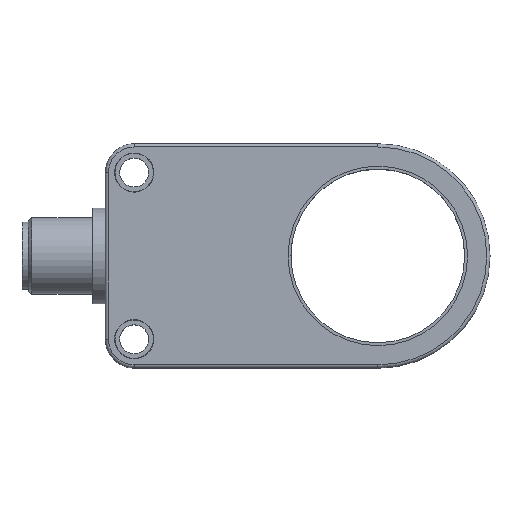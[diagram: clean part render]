
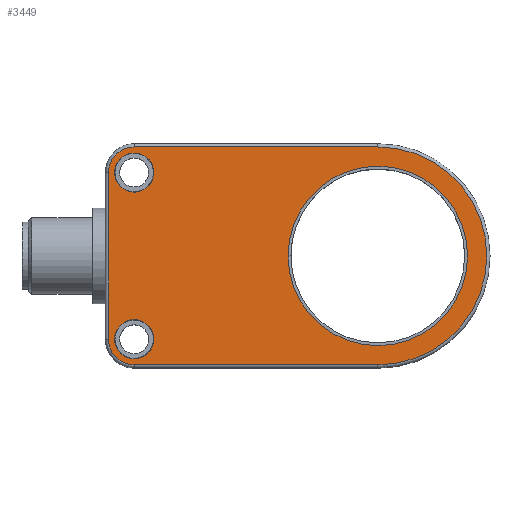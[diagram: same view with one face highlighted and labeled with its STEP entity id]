
A CAD part, top view. The second image highlights one B-rep face of the part: STEP entity #3449.
In plain terms, the highlighted planar face has unit normal (0, 0, 1).
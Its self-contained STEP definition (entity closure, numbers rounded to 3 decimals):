
#96=FACE_BOUND('',#903,.T.);
#97=FACE_BOUND('',#904,.T.);
#98=FACE_BOUND('',#905,.T.);
#343=LINE('',#6004,#507);
#344=LINE('',#6008,#508);
#345=LINE('',#6011,#509);
#507=VECTOR('',#4922,10.);
#508=VECTOR('',#4925,10.);
#509=VECTOR('',#4928,10.);
#684=FACE_OUTER_BOUND('',#902,.T.);
#902=EDGE_LOOP('',(#2768,#2769,#2770,#2771,#2772,#2773));
#903=EDGE_LOOP('',(#2774));
#904=EDGE_LOOP('',(#2775));
#905=EDGE_LOOP('',(#2776));
#1161=CIRCLE('',#3806,3.05);
#1171=CIRCLE('',#3817,3.05);
#1228=CIRCLE('',#3916,17.);
#1229=CIRCLE('',#3917,4.);
#1230=CIRCLE('',#3918,4.);
#1231=CIRCLE('',#3919,14.);
#1475=VERTEX_POINT('',#5729);
#1482=VERTEX_POINT('',#5751);
#1545=VERTEX_POINT('',#6000);
#1546=VERTEX_POINT('',#6001);
#1547=VERTEX_POINT('',#6003);
#1548=VERTEX_POINT('',#6005);
#1549=VERTEX_POINT('',#6007);
#1550=VERTEX_POINT('',#6009);
#1551=VERTEX_POINT('',#6012);
#1864=EDGE_CURVE('',#1475,#1475,#1161,.T.);
#1878=EDGE_CURVE('',#1482,#1482,#1171,.T.);
#1985=EDGE_CURVE('',#1545,#1546,#1228,.T.);
#1986=EDGE_CURVE('',#1547,#1545,#343,.T.);
#1987=EDGE_CURVE('',#1548,#1547,#1229,.T.);
#1988=EDGE_CURVE('',#1549,#1548,#344,.T.);
#1989=EDGE_CURVE('',#1550,#1549,#1230,.T.);
#1990=EDGE_CURVE('',#1546,#1550,#345,.T.);
#1991=EDGE_CURVE('',#1551,#1551,#1231,.T.);
#2768=ORIENTED_EDGE('',*,*,#1985,.F.);
#2769=ORIENTED_EDGE('',*,*,#1986,.F.);
#2770=ORIENTED_EDGE('',*,*,#1987,.F.);
#2771=ORIENTED_EDGE('',*,*,#1988,.F.);
#2772=ORIENTED_EDGE('',*,*,#1989,.F.);
#2773=ORIENTED_EDGE('',*,*,#1990,.F.);
#2774=ORIENTED_EDGE('',*,*,#1991,.T.);
#2775=ORIENTED_EDGE('',*,*,#1878,.T.);
#2776=ORIENTED_EDGE('',*,*,#1864,.T.);
#3100=PLANE('',#3915);
#3449=ADVANCED_FACE('',(#684,#96,#97,#98),#3100,.T.);
#3806=AXIS2_PLACEMENT_3D('',#5731,#4654,#4655);
#3817=AXIS2_PLACEMENT_3D('',#5753,#4680,#4681);
#3915=AXIS2_PLACEMENT_3D('',#5999,#4918,#4919);
#3916=AXIS2_PLACEMENT_3D('',#6002,#4920,#4921);
#3917=AXIS2_PLACEMENT_3D('',#6006,#4923,#4924);
#3918=AXIS2_PLACEMENT_3D('',#6010,#4926,#4927);
#3919=AXIS2_PLACEMENT_3D('',#6013,#4929,#4930);
#4654=DIRECTION('center_axis',(0.,0.,-1.));
#4655=DIRECTION('ref_axis',(-1.,0.,0.));
#4680=DIRECTION('center_axis',(0.,0.,-1.));
#4681=DIRECTION('ref_axis',(-1.,0.,0.));
#4918=DIRECTION('center_axis',(0.,0.,1.));
#4919=DIRECTION('ref_axis',(1.,0.,0.));
#4920=DIRECTION('center_axis',(0.,0.,-1.));
#4921=DIRECTION('ref_axis',(1.,0.,0.));
#4922=DIRECTION('',(1.,0.,0.));
#4923=DIRECTION('center_axis',(0.,0.,-1.));
#4924=DIRECTION('ref_axis',(-0.707,0.707,0.));
#4925=DIRECTION('',(0.,1.,0.));
#4926=DIRECTION('center_axis',(0.,0.,-1.));
#4927=DIRECTION('ref_axis',(-0.707,-0.707,0.));
#4928=DIRECTION('',(-1.,0.,0.));
#4929=DIRECTION('center_axis',(0.,0.,-1.));
#4930=DIRECTION('ref_axis',(-1.,0.,0.));
#5729=CARTESIAN_POINT('',(7.55,30.5,20.));
#5731=CARTESIAN_POINT('Origin',(4.5,30.5,20.));
#5751=CARTESIAN_POINT('',(7.55,4.5,20.));
#5753=CARTESIAN_POINT('Origin',(4.5,4.5,20.));
#5999=CARTESIAN_POINT('Origin',(24.921,17.5,20.));
#6000=CARTESIAN_POINT('',(42.5,34.5,20.));
#6001=CARTESIAN_POINT('',(42.5,0.5,20.));
#6002=CARTESIAN_POINT('Origin',(42.5,17.5,20.));
#6003=CARTESIAN_POINT('',(4.5,34.5,20.));
#6004=CARTESIAN_POINT('',(33.71,34.5,20.));
#6005=CARTESIAN_POINT('',(0.5,30.5,20.));
#6006=CARTESIAN_POINT('Origin',(4.5,30.5,20.));
#6007=CARTESIAN_POINT('',(0.5,4.5,20.));
#6008=CARTESIAN_POINT('',(0.5,26.25,20.));
#6009=CARTESIAN_POINT('',(4.5,0.5,20.));
#6010=CARTESIAN_POINT('Origin',(4.5,4.5,20.));
#6011=CARTESIAN_POINT('',(12.46,0.5,20.));
#6012=CARTESIAN_POINT('',(56.5,17.5,20.));
#6013=CARTESIAN_POINT('Origin',(42.5,17.5,20.));
